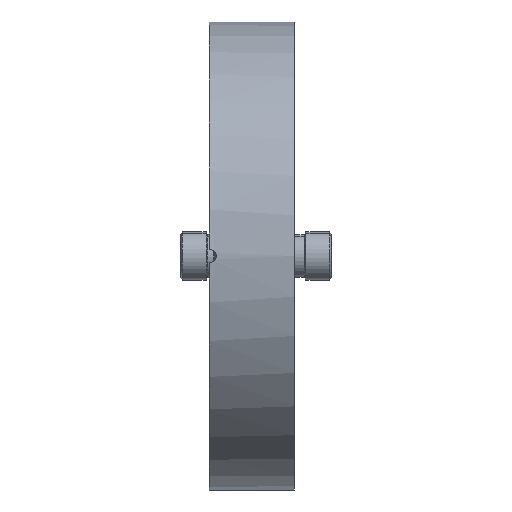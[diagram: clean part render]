
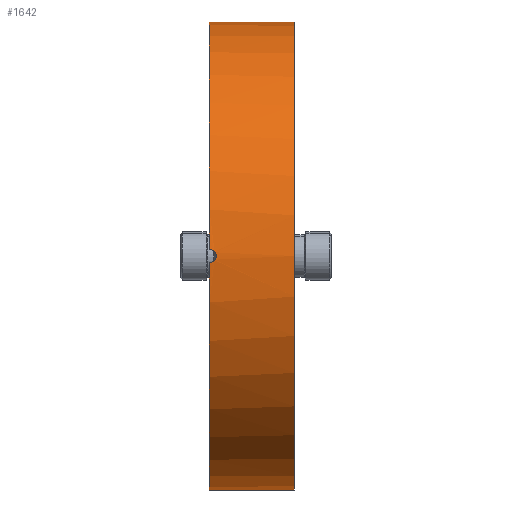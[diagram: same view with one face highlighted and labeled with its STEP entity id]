
A CAD part, left-side view. The second image highlights one B-rep face of the part: STEP entity #1642.
In plain terms, the highlighted cylindrical face has radius 34.95 mm (diameter 69.9 mm), a partial arc.
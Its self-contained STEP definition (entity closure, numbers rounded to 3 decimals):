
#7 = EDGE_CURVE ( 'NONE', #2037, #2462, #2132, .T. ) ;
#17 = CARTESIAN_POINT ( 'NONE',  ( 0., -12.7, -34.95 ) ) ;
#61 = CARTESIAN_POINT ( 'NONE',  ( -34.949, -0.974, -0.261 ) ) ;
#134 = CARTESIAN_POINT ( 'NONE',  ( 0., 0., -34.95 ) ) ;
#193 = VERTEX_POINT ( 'NONE', #134 ) ;
#194 = DIRECTION ( 'NONE',  ( 0., 1., 0. ) ) ;
#202 = VECTOR ( 'NONE', #211, 1000. ) ;
#211 = DIRECTION ( 'NONE',  ( 0., 1., 0. ) ) ;
#255 = CARTESIAN_POINT ( 'NONE',  ( -34.945, -0.801, -0.613 ) ) ;
#307 = CARTESIAN_POINT ( 'NONE',  ( 0., 0., 34.95 ) ) ;
#329 = CARTESIAN_POINT ( 'NONE',  ( 0., 0., 0. ) ) ;
#381 = DIRECTION ( 'NONE',  ( 0., 0., 1. ) ) ;
#386 = AXIS2_PLACEMENT_3D ( 'NONE', #2166, #985, #2366 ) ;
#396 = CARTESIAN_POINT ( 'NONE',  ( 0., -12.7, 0. ) ) ;
#407 = ORIENTED_EDGE ( 'NONE', *, *, #1481, .F. ) ;
#429 = EDGE_CURVE ( 'NONE', #1236, #2369, #2185, .T. ) ;
#437 = CARTESIAN_POINT ( 'NONE',  ( -34.936, -0.132, 1. ) ) ;
#444 = CARTESIAN_POINT ( 'NONE',  ( -34.936, -0.264, -1. ) ) ;
#476 = LINE ( 'NONE', #1683, #2522 ) ;
#530 = DIRECTION ( 'NONE',  ( 0., 0., 1. ) ) ;
#595 = CARTESIAN_POINT ( 'NONE',  ( -34.936, 0., 1. ) ) ;
#596 = DIRECTION ( 'NONE',  ( 0., 0., 1. ) ) ;
#634 = CARTESIAN_POINT ( 'NONE',  ( -34.939, -0.504, 0.874 ) ) ;
#694 = ORIENTED_EDGE ( 'NONE', *, *, #886, .F. ) ;
#765 = CARTESIAN_POINT ( 'NONE',  ( 0., -12.7, 0. ) ) ;
#825 = CARTESIAN_POINT ( 'NONE',  ( -34.945, -0.799, 0.615 ) ) ;
#882 = CARTESIAN_POINT ( 'NONE',  ( -34.936, 0., -1. ) ) ;
#886 = EDGE_CURVE ( 'NONE', #193, #2462, #1044, .T. ) ;
#985 = DIRECTION ( 'NONE',  ( 0., 1., 0. ) ) ;
#1027 = CARTESIAN_POINT ( 'NONE',  ( -34.949, -0.974, 0.263 ) ) ;
#1044 = CIRCLE ( 'NONE', #386, 34.95 ) ;
#1100 = EDGE_LOOP ( 'NONE', ( #1679, #1983, #1307, #407, #1466, #694 ) ) ;
#1219 = CARTESIAN_POINT ( 'NONE',  ( -34.95, -1., -0.13 ) ) ;
#1236 = VERTEX_POINT ( 'NONE', #1652 ) ;
#1276 = VERTEX_POINT ( 'NONE', #307 ) ;
#1307 = ORIENTED_EDGE ( 'NONE', *, *, #1800, .T. ) ;
#1336 = CIRCLE ( 'NONE', #1600, 34.95 ) ;
#1407 = CARTESIAN_POINT ( 'NONE',  ( -34.936, -0.262, 0.974 ) ) ;
#1410 = AXIS2_PLACEMENT_3D ( 'NONE', #765, #194, #381 ) ;
#1414 = CARTESIAN_POINT ( 'NONE',  ( -34.947, -0.874, -0.503 ) ) ;
#1466 = ORIENTED_EDGE ( 'NONE', *, *, #7, .T. ) ;
#1481 = EDGE_CURVE ( 'NONE', #2037, #1276, #1336, .T. ) ;
#1596 = LINE ( 'NONE', #17, #202 ) ;
#1600 = AXIS2_PLACEMENT_3D ( 'NONE', #329, #1710, #530 ) ;
#1614 = CYLINDRICAL_SURFACE ( 'NONE', #1410, 34.95 ) ;
#1618 = CARTESIAN_POINT ( 'NONE',  ( -34.939, -0.521, -0.893 ) ) ;
#1642 = ADVANCED_FACE ( 'NONE', ( #2178 ), #1614, .T. ) ;
#1652 = CARTESIAN_POINT ( 'NONE',  ( 0., -12.7, -34.95 ) ) ;
#1679 = ORIENTED_EDGE ( 'NONE', *, *, #2020, .F. ) ;
#1683 = CARTESIAN_POINT ( 'NONE',  ( 0., -12.7, 34.95 ) ) ;
#1695 = DIRECTION ( 'NONE',  ( 0., 1., 0. ) ) ;
#1710 = DIRECTION ( 'NONE',  ( 0., 1., 0. ) ) ;
#1778 = DIRECTION ( 'NONE',  ( 0., 1., 0. ) ) ;
#1800 = EDGE_CURVE ( 'NONE', #2369, #1276, #476, .T. ) ;
#1815 = CARTESIAN_POINT ( 'NONE',  ( -34.936, 0., 1. ) ) ;
#1821 = CARTESIAN_POINT ( 'NONE',  ( -34.936, 0., -1. ) ) ;
#1983 = ORIENTED_EDGE ( 'NONE', *, *, #429, .T. ) ;
#2008 = CARTESIAN_POINT ( 'NONE',  ( -34.941, -0.615, 0.799 ) ) ;
#2020 = EDGE_CURVE ( 'NONE', #1236, #193, #1596, .T. ) ;
#2037 = VERTEX_POINT ( 'NONE', #595 ) ;
#2132 = B_SPLINE_CURVE_WITH_KNOTS ( 'NONE', 3,
 ( #1815, #437, #1407, #634, #2008, #825, #2211, #1027, #2414, #1219, #61, #1414, #255, #1618, #444, #1821 ),
 .UNSPECIFIED., .F., .F.,
 ( 4, 2, 2, 2, 2, 2, 2, 4 ),
 ( 0., 0., 0.001, 0.001, 0.002, 0.002, 0.002, 0.003 ),
 .UNSPECIFIED. ) ;
#2166 = CARTESIAN_POINT ( 'NONE',  ( 0., 0., 0. ) ) ;
#2178 = FACE_OUTER_BOUND ( 'NONE', #1100, .T. ) ;
#2185 = CIRCLE ( 'NONE', #2243, 34.95 ) ;
#2211 = CARTESIAN_POINT ( 'NONE',  ( -34.947, -0.874, 0.503 ) ) ;
#2226 = CARTESIAN_POINT ( 'NONE',  ( 0., -12.7, 34.95 ) ) ;
#2243 = AXIS2_PLACEMENT_3D ( 'NONE', #396, #1778, #596 ) ;
#2366 = DIRECTION ( 'NONE',  ( 0., 0., 1. ) ) ;
#2369 = VERTEX_POINT ( 'NONE', #2226 ) ;
#2414 = CARTESIAN_POINT ( 'NONE',  ( -34.95, -1., 0.131 ) ) ;
#2462 = VERTEX_POINT ( 'NONE', #882 ) ;
#2522 = VECTOR ( 'NONE', #1695, 1000. ) ;
